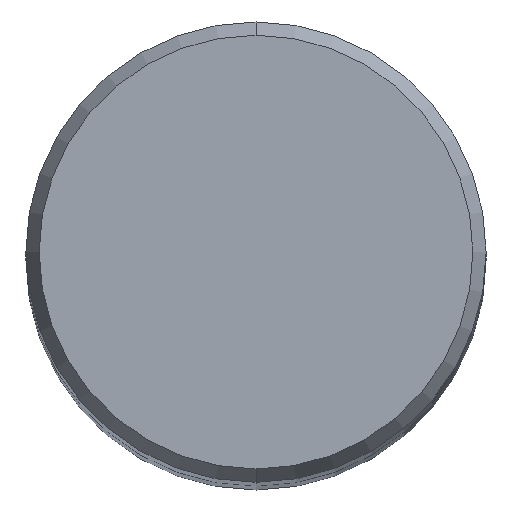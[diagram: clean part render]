
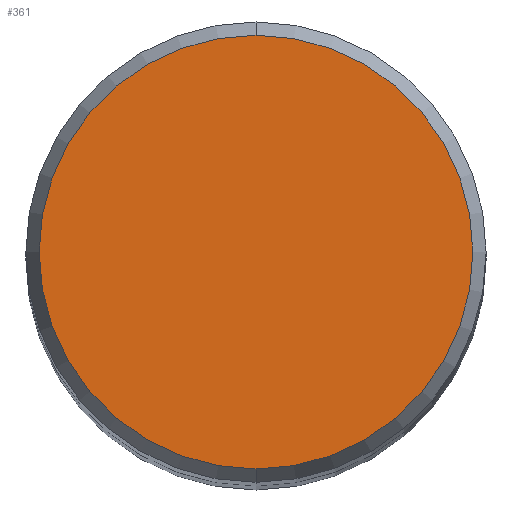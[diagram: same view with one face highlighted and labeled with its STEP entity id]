
A CAD part, top view. The second image highlights one B-rep face of the part: STEP entity #361.
In plain terms, the highlighted planar face has unit normal (0, 0, 1).
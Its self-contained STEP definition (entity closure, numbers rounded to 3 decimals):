
#155=VERTEX_POINT('',#406);
#259=EDGE_CURVE('',#155,#369,#526,.T.);
#261=EDGE_CURVE('',#369,#155,#528,.T.);
#361=ADVANCED_FACE('',(#632),#633,.T.);
#369=VERTEX_POINT('',#641);
#406=CARTESIAN_POINT('',(0.0,7.479,0.0));
#526=CIRCLE('',#878,7.479);
#528=CIRCLE('',#881,7.479);
#632=FACE_OUTER_BOUND('',#1253,.T.);
#633=PLANE('',#1254);
#641=CARTESIAN_POINT('',(0.,-7.479,0.0));
#878=AXIS2_PLACEMENT_3D('',#1449,#1450,#1451);
#881=AXIS2_PLACEMENT_3D('',#1452,#1453,#1454);
#1253=EDGE_LOOP('',(#1527,#1528));
#1254=AXIS2_PLACEMENT_3D('',#1529,#1530,#1531);
#1449=CARTESIAN_POINT('',(0.0,0.0,0.0));
#1450=DIRECTION('',(0.0,0.0,-1.0));
#1451=DIRECTION('',(0.0,1.0,0.0));
#1452=CARTESIAN_POINT('',(0.0,0.0,0.0));
#1453=DIRECTION('',(0.0,0.0,-1.0));
#1454=DIRECTION('',(0.0,1.0,0.0));
#1527=ORIENTED_EDGE('',*,*,#259,.F.);
#1528=ORIENTED_EDGE('',*,*,#261,.F.);
#1529=CARTESIAN_POINT('',(0.0,3.74,0.0));
#1530=DIRECTION('',(-0.0,0.0,1.0));
#1531=DIRECTION('',(0.0,-1.0,0.0));
